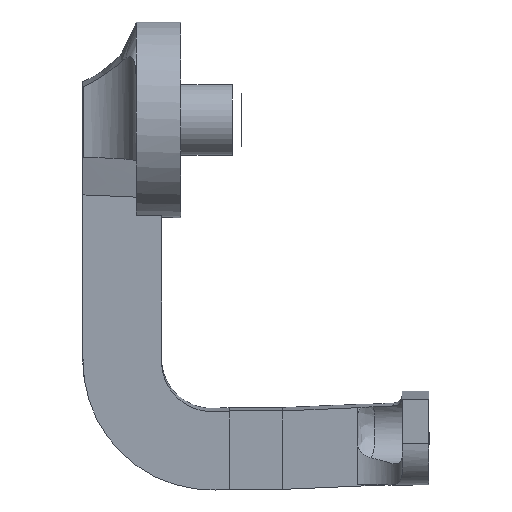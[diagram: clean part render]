
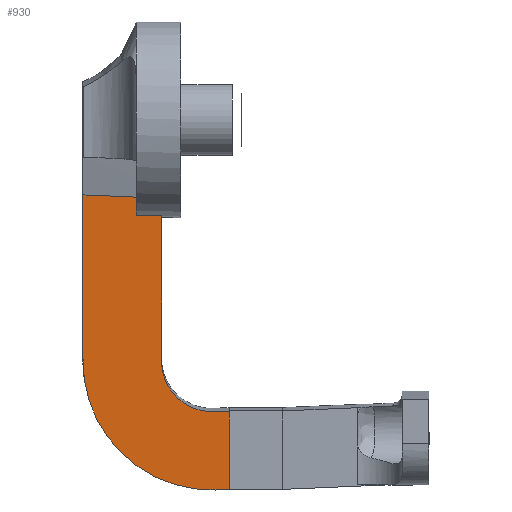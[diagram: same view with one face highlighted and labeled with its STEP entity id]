
A CAD part, top view. The second image highlights one B-rep face of the part: STEP entity #930.
In plain terms, the highlighted planar face has unit normal (0.004, -0.069, 0.998).
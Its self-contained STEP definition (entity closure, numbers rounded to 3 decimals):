
#83=(
BOUNDED_CURVE()
B_SPLINE_CURVE(2,(#1351,#1352,#1353),.UNSPECIFIED.,.F.,.F.)
B_SPLINE_CURVE_WITH_KNOTS((3,3),(0.217,0.5),
 .UNSPECIFIED.)
CURVE()
GEOMETRIC_REPRESENTATION_ITEM()
RATIONAL_B_SPLINE_CURVE((1.,1.,1.))
REPRESENTATION_ITEM('')
);
#87=CIRCLE('',#1000,5.683);
#88=CIRCLE('',#1001,14.519);
#119=FACE_OUTER_BOUND('',#172,.T.);
#172=EDGE_LOOP('',(#631,#632,#633,#634,#635,#636,#637,#638,#639,#640));
#231=LINE('',#1329,#306);
#237=LINE('',#1345,#312);
#238=LINE('',#1349,#313);
#239=LINE('',#1355,#314);
#240=LINE('',#1357,#315);
#241=LINE('',#1359,#316);
#242=LINE('',#1362,#317);
#306=VECTOR('',#1087,10.);
#312=VECTOR('',#1105,10.);
#313=VECTOR('',#1108,10.);
#314=VECTOR('',#1109,10.);
#315=VECTOR('',#1110,10.);
#316=VECTOR('',#1111,10.);
#317=VECTOR('',#1114,10.);
#378=VERTEX_POINT('',#1322);
#380=VERTEX_POINT('',#1328);
#384=VERTEX_POINT('',#1344);
#385=VERTEX_POINT('',#1346);
#386=VERTEX_POINT('',#1348);
#387=VERTEX_POINT('',#1350);
#388=VERTEX_POINT('',#1354);
#389=VERTEX_POINT('',#1356);
#390=VERTEX_POINT('',#1358);
#391=VERTEX_POINT('',#1360);
#474=EDGE_CURVE('',#380,#378,#231,.T.);
#482=EDGE_CURVE('',#380,#384,#237,.T.);
#483=EDGE_CURVE('',#384,#385,#87,.T.);
#484=EDGE_CURVE('',#385,#386,#238,.T.);
#485=EDGE_CURVE('',#386,#387,#83,.T.);
#486=EDGE_CURVE('',#387,#388,#239,.T.);
#487=EDGE_CURVE('',#389,#388,#240,.T.);
#488=EDGE_CURVE('',#390,#389,#241,.T.);
#489=EDGE_CURVE('',#391,#390,#88,.T.);
#490=EDGE_CURVE('',#391,#378,#242,.T.);
#631=ORIENTED_EDGE('',*,*,#474,.F.);
#632=ORIENTED_EDGE('',*,*,#482,.T.);
#633=ORIENTED_EDGE('',*,*,#483,.T.);
#634=ORIENTED_EDGE('',*,*,#484,.T.);
#635=ORIENTED_EDGE('',*,*,#485,.T.);
#636=ORIENTED_EDGE('',*,*,#486,.T.);
#637=ORIENTED_EDGE('',*,*,#487,.F.);
#638=ORIENTED_EDGE('',*,*,#488,.F.);
#639=ORIENTED_EDGE('',*,*,#489,.F.);
#640=ORIENTED_EDGE('',*,*,#490,.T.);
#901=PLANE('',#999);
#930=ADVANCED_FACE('',(#119),#901,.T.);
#999=AXIS2_PLACEMENT_3D('',#1343,#1103,#1104);
#1000=AXIS2_PLACEMENT_3D('',#1347,#1106,#1107);
#1001=AXIS2_PLACEMENT_3D('',#1361,#1112,#1113);
#1087=DIRECTION('',(0.,-0.998,-0.069));
#1103=DIRECTION('center_axis',(0.004,-0.069,
0.998));
#1104=DIRECTION('ref_axis',(0.,0.998,0.069));
#1105=DIRECTION('',(-0.999,-0.043,0.001));
#1106=DIRECTION('center_axis',(-0.004,0.069,
-0.998));
#1107=DIRECTION('ref_axis',(0.062,-0.996,-0.069));
#1108=DIRECTION('',(0.,0.998,0.069));
#1109=DIRECTION('',(0.,0.998,0.069));
#1110=DIRECTION('',(0.999,-0.042,-0.007));
#1111=DIRECTION('',(0.,0.998,0.069));
#1112=DIRECTION('center_axis',(-0.004,0.069,
-0.998));
#1113=DIRECTION('ref_axis',(0.024,-0.997,-0.069));
#1114=DIRECTION('',(0.999,0.043,-0.001));
#1322=CARTESIAN_POINT('',(-45.402,-31.125,82.308));
#1328=CARTESIAN_POINT('',(-45.402,-22.303,82.918));
#1329=CARTESIAN_POINT('',(-45.402,-17.776,83.232));
#1343=CARTESIAN_POINT('Origin',(-31.95,-30.547,82.293));
#1344=CARTESIAN_POINT('',(-46.987,-22.371,82.92));
#1345=CARTESIAN_POINT('',(-31.95,-21.725,82.904));
#1346=CARTESIAN_POINT('',(-53.02,-16.823,83.329));
#1347=CARTESIAN_POINT('Origin',(-47.338,-16.713,83.313));
#1348=CARTESIAN_POINT('',(-53.02,-0.34,84.47));
#1349=CARTESIAN_POINT('',(-53.02,-16.823,83.329));
#1350=CARTESIAN_POINT('',(-55.85,-0.337,84.481));
#1351=CARTESIAN_POINT('Ctrl Pts',(-53.02,-0.34,
84.47));
#1352=CARTESIAN_POINT('Ctrl Pts',(-54.435,-0.338,
84.475));
#1353=CARTESIAN_POINT('Ctrl Pts',(-55.85,-0.337,
84.481));
#1354=CARTESIAN_POINT('',(-55.85,1.745,84.625));
#1355=CARTESIAN_POINT('',(-55.85,-10.152,83.802));
#1356=CARTESIAN_POINT('',(-61.855,2.,84.667));
#1357=CARTESIAN_POINT('',(-51.864,1.576,84.597));
#1358=CARTESIAN_POINT('',(-61.855,-16.448,83.391));
#1359=CARTESIAN_POINT('',(-61.855,-16.448,83.391));
#1360=CARTESIAN_POINT('',(-46.987,-31.193,82.31));
#1361=CARTESIAN_POINT('Origin',(-47.338,-16.713,83.313));
#1362=CARTESIAN_POINT('',(-31.95,-30.547,82.293));
